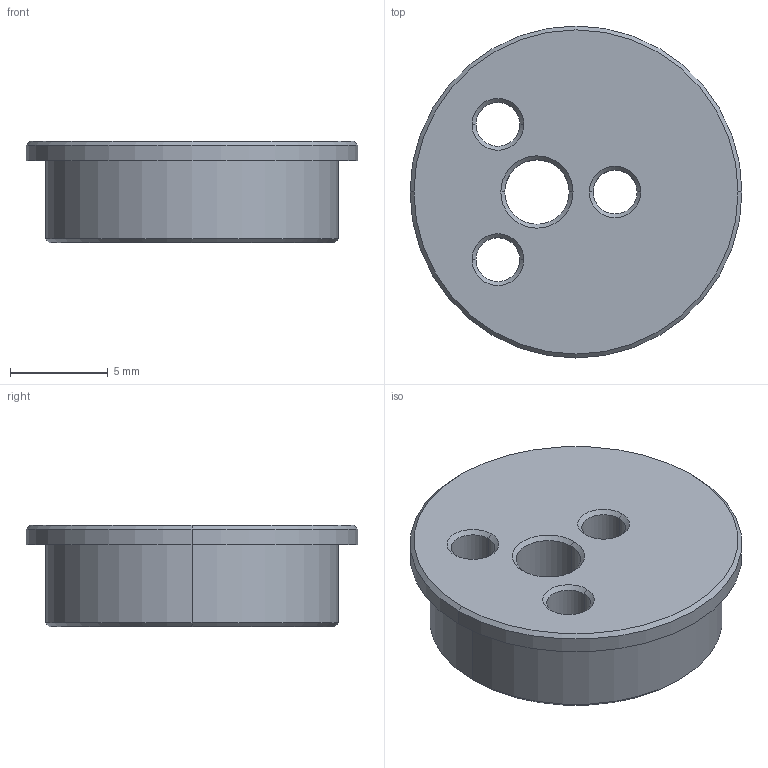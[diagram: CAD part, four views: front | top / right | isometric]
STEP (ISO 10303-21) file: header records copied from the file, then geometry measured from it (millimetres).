
FILE_DESCRIPTION (( 'STEP AP214' ), '1' );
FILE_NAME ('cycloid_shaft_p2.STEP', '2025-05-27T14:01:25', ( '' ), ( '' ), 'SwSTEP 2.0', 'SolidWorks 2025', '' );
FILE_SCHEMA (( 'AUTOMOTIVE_DESIGN' ));
Length unit declared in the file: millimetre
Products named in the file (1): cycloid_shaft_p2_top
Bounding box: 17 x 17 x 5.2 mm (x, y, z)
Volume: 859.4 mm3; surface area: 809.6 mm2
Topology: 1 solids, 1 shells, 35 faces, 76 edges, 44 vertices
Faces by surface type: cone 20, cylinder 12, plane 3
Entity records: 993 total; most frequent: DIRECTION 192, CARTESIAN_POINT 156, ORIENTED_EDGE 152, AXIS2_PLACEMENT_3D 80, EDGE_CURVE 76, CIRCLE 44, VERTEX_POINT 44, EDGE_LOOP 44
